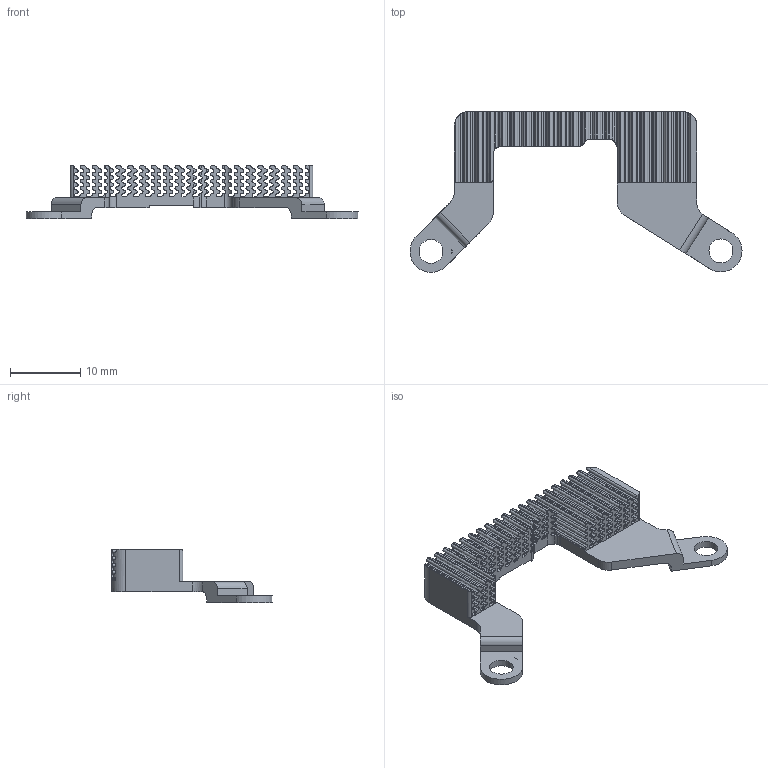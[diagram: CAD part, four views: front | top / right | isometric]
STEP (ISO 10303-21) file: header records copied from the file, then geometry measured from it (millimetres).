
FILE_DESCRIPTION(/* description */ ('','CAx-IF Rec.Pracs.---Representation and Presentation of Product Manufacturing Information (PMI)---4.0---2014-10-13'),/* implementation_level */ '2;1');
FILE_NAME(/* name */ 'VREG Heatsink v10.step',/* time_stamp */ '2025-03-22T14:02:43Z',/* author */ (''),/* organization */ (''),/* preprocessor_version */ 'ST-DEVELOPER v20',/* originating_system */ 'Autodesk Translation Framework v13.20.0.188',/* authorisation */ '');
FILE_SCHEMA (('AP242_MANAGED_MODEL_BASED_3D_ENGINEERING_MIM_LF { 1 0 10303 442 1 1 4 }'));
Length unit declared in the file: millimetre
Products named in the file (2): VREG Heatsink; VReg Heatsink v2
Assembly tree (1 placements, depth 2):
  VREG Heatsink
    VReg Heatsink v2
Bounding box: 47.28 x 22.88 x 7.57 mm (x, y, z)
Volume: 1249 mm3; surface area: 3326 mm2
Topology: 1 solids, 1 shells, 568 faces, 1698 edges, 1132 vertices
Faces by surface type: cylinder 455, plane 113
Full cylindrical faces by diameter (mm): 3.4 x2
Entity records: 20924 total; most frequent: CARTESIAN_POINT 4992, DIRECTION 3541, ORIENTED_EDGE 3396, EDGE_CURVE 1698, AXIS2_PLACEMENT_3D 1407, VERTEX_POINT 1132, CIRCLE 808, LINE 727
